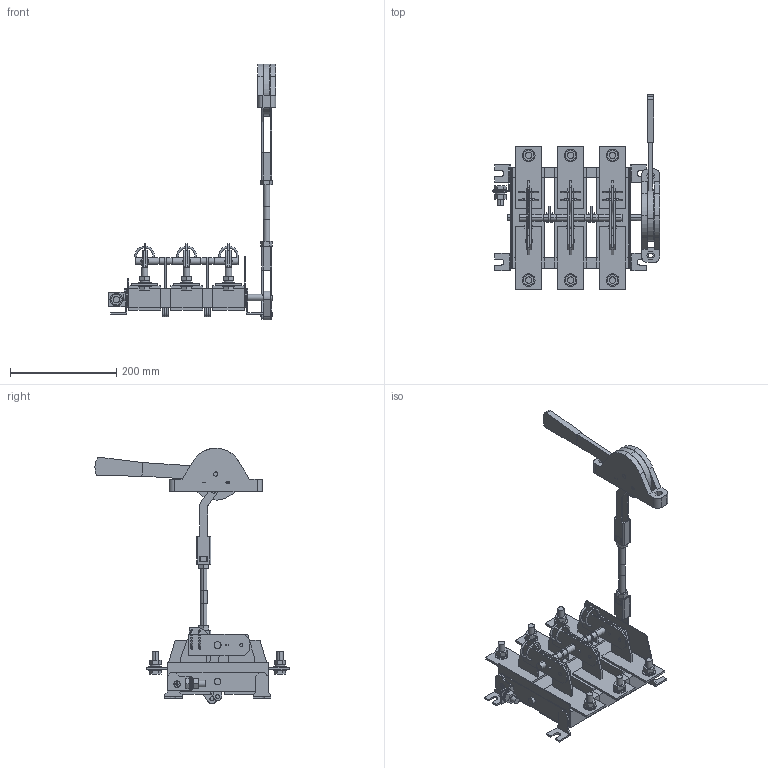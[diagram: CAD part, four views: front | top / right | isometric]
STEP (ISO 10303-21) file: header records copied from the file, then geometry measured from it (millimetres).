
FILE_DESCRIPTION (( 'STEP AP214' ), '1' );
FILE_NAME ('PE-31140-0630 Ðàçúåäèíèòåëü ÐÅ19-39-31140 630À IEK.STEP', '2018-05-24T11:58:55', ( '' ), ( '' ), 'SwSTEP 2.0', 'SolidWorks 2014', '' );
FILE_SCHEMA (( 'AUTOMOTIVE_DESIGN' ));
Length unit declared in the file: millimetre
Products named in the file (1): PE-31140-0630 Ðàçúåäèíèòåëü ÐÅ19-39-31140  630À IEK
Bounding box: 315.35 x 365.94 x 482 mm (x, y, z)
Volume: 2284586 mm3; surface area: 535984.4 mm2
Topology: 25 solids, 25 shells, 1213 faces, 3117 edges, 2036 vertices
Faces by surface type: plane 821, cylinder 360, torus 12, cone 12, bspline 8
Entity records: 37947 total; most frequent: CARTESIAN_POINT 7303, ORIENTED_EDGE 6234, DIRECTION 6227, EDGE_CURVE 3117, VECTOR 2283, LINE 2283, VERTEX_POINT 2036, AXIS2_PLACEMENT_3D 1972
